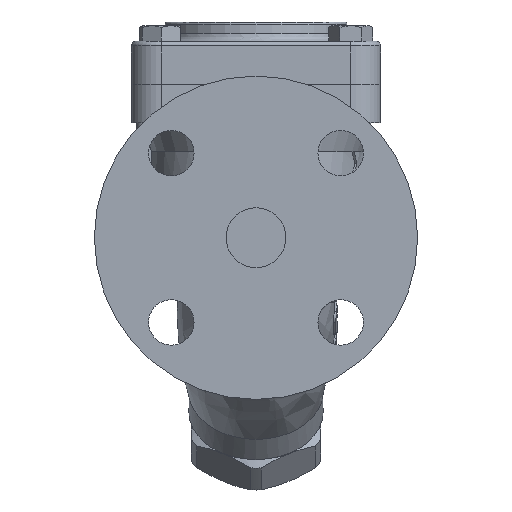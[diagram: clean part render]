
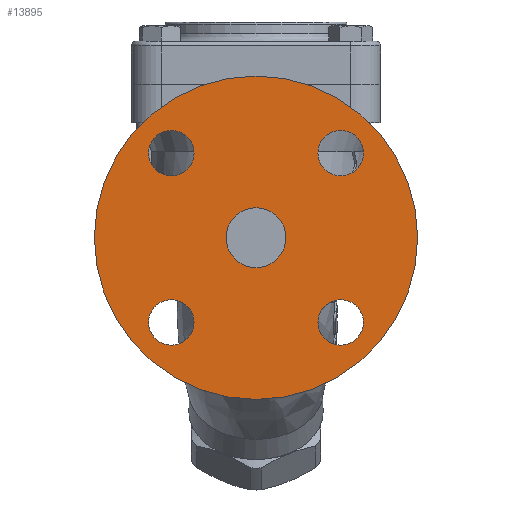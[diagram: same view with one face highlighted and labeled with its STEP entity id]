
A CAD part, left-side view. The second image highlights one B-rep face of the part: STEP entity #13895.
In plain terms, the highlighted planar face has unit normal (-1, 0, 0).
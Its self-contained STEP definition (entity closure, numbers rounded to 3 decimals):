
#2760=CARTESIAN_POINT('',(-122.5,0.,-76.5));
#2761=VERTEX_POINT('',#2760);
#2762=CARTESIAN_POINT('',(-122.5,0.0,-64.));
#2763=DIRECTION('',(1.0,0.0,0.0));
#2764=DIRECTION('',(0.0,0.0,1.0));
#2765=AXIS2_PLACEMENT_3D('',#2762,#2763,#2764);
#2766=CIRCLE('',#2765,12.5);
#2767=EDGE_CURVE('',#2761,#2761,#2766,.T.);
#2899=CARTESIAN_POINT('',(-122.5,0.,-131.5));
#2900=VERTEX_POINT('',#2899);
#2901=CARTESIAN_POINT('',(-122.5,0.0,-64.));
#2902=DIRECTION('',(-1.0,0.0,0.0));
#2903=DIRECTION('',(0.0,0.0,1.0));
#2904=AXIS2_PLACEMENT_3D('',#2901,#2902,#2903);
#2905=CIRCLE('',#2904,67.5);
#2906=EDGE_CURVE('',#2900,#2900,#2905,.T.);
#2922=CARTESIAN_POINT('',(-122.5,-25.855,-99.355));
#2923=VERTEX_POINT('',#2922);
#2924=CARTESIAN_POINT('',(-122.5,-35.355,-99.355));
#2925=DIRECTION('',(1.0,0.0,0.0));
#2926=DIRECTION('',(0.0,1.0,0.0));
#2927=AXIS2_PLACEMENT_3D('',#2924,#2925,#2926);
#2928=CIRCLE('',#2927,9.5);
#2929=EDGE_CURVE('',#2923,#2923,#2928,.T.);
#2942=CARTESIAN_POINT('',(-122.5,35.355,-89.855));
#2943=VERTEX_POINT('',#2942);
#2944=CARTESIAN_POINT('',(-122.5,35.355,-99.355));
#2945=DIRECTION('',(1.0,0.0,0.0));
#2946=DIRECTION('',(0.0,0.0,1.0));
#2947=AXIS2_PLACEMENT_3D('',#2944,#2945,#2946);
#2948=CIRCLE('',#2947,9.5);
#2949=EDGE_CURVE('',#2943,#2943,#2948,.T.);
#2962=CARTESIAN_POINT('',(-122.5,25.855,-28.645));
#2963=VERTEX_POINT('',#2962);
#2964=CARTESIAN_POINT('',(-122.5,35.355,-28.645));
#2965=DIRECTION('',(1.0,0.0,0.0));
#2966=DIRECTION('',(0.0,-1.0,0.0));
#2967=AXIS2_PLACEMENT_3D('',#2964,#2965,#2966);
#2968=CIRCLE('',#2967,9.5);
#2969=EDGE_CURVE('',#2963,#2963,#2968,.T.);
#2982=CARTESIAN_POINT('',(-122.5,-35.355,-38.145));
#2983=VERTEX_POINT('',#2982);
#2984=CARTESIAN_POINT('',(-122.5,-35.355,-28.645));
#2985=DIRECTION('',(1.0,0.0,0.0));
#2986=DIRECTION('',(0.0,0.0,-1.0));
#2987=AXIS2_PLACEMENT_3D('',#2984,#2985,#2986);
#2988=CIRCLE('',#2987,9.5);
#2989=EDGE_CURVE('',#2983,#2983,#2988,.T.);
#13872=CARTESIAN_POINT('',(-122.5,0.0,-79.5));
#13873=DIRECTION('',(-1.0,0.0,0.0));
#13874=DIRECTION('',(0.0,0.0,1.0));
#13875=AXIS2_PLACEMENT_3D('',#13872,#13873,#13874);
#13876=PLANE('',#13875);
#13877=ORIENTED_EDGE('',*,*,#2906,.T.);
#13878=EDGE_LOOP('',(#13877));
#13879=FACE_OUTER_BOUND('',#13878,.T.);
#13880=ORIENTED_EDGE('',*,*,#2767,.T.);
#13881=EDGE_LOOP('',(#13880));
#13882=FACE_BOUND('',#13881,.T.);
#13883=ORIENTED_EDGE('',*,*,#2929,.T.);
#13884=EDGE_LOOP('',(#13883));
#13885=FACE_BOUND('',#13884,.T.);
#13886=ORIENTED_EDGE('',*,*,#2949,.T.);
#13887=EDGE_LOOP('',(#13886));
#13888=FACE_BOUND('',#13887,.T.);
#13889=ORIENTED_EDGE('',*,*,#2969,.T.);
#13890=EDGE_LOOP('',(#13889));
#13891=FACE_BOUND('',#13890,.T.);
#13892=ORIENTED_EDGE('',*,*,#2989,.T.);
#13893=EDGE_LOOP('',(#13892));
#13894=FACE_BOUND('',#13893,.T.);
#13895=ADVANCED_FACE('',(#13879,#13882,#13885,#13888,#13891,#13894),#13876,.T.);
